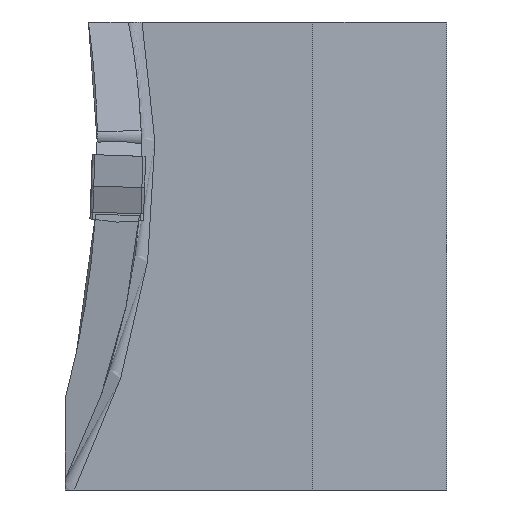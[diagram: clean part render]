
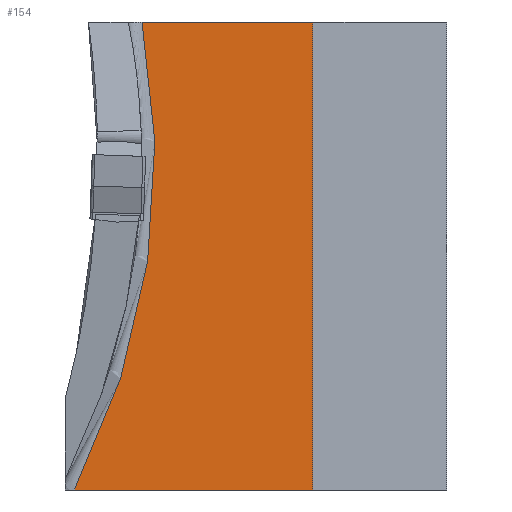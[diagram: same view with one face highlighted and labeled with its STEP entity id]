
A CAD part, left-side view. The second image highlights one B-rep face of the part: STEP entity #154.
In plain terms, the highlighted planar face has unit normal (-1, 0, 0).
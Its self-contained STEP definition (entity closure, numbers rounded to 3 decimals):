
#36=CIRCLE('',#1172,54.);
#154=ADVANCED_FACE('',(#253),#198,.F.);
#198=PLANE('',#1173);
#253=FACE_OUTER_BOUND('',#311,.T.);
#311=EDGE_LOOP('',(#578,#579,#580,#581));
#578=ORIENTED_EDGE('',*,*,#820,.T.);
#579=ORIENTED_EDGE('',*,*,#860,.T.);
#580=ORIENTED_EDGE('',*,*,#812,.T.);
#581=ORIENTED_EDGE('',*,*,#861,.T.);
#682=VERTEX_POINT('',#1684);
#683=VERTEX_POINT('',#1686);
#689=VERTEX_POINT('',#1701);
#690=VERTEX_POINT('',#1703);
#812=EDGE_CURVE('',#683,#682,#945,.T.);
#820=EDGE_CURVE('',#690,#689,#950,.T.);
#860=EDGE_CURVE('',#689,#683,#974,.T.);
#861=EDGE_CURVE('',#682,#690,#36,.T.);
#945=LINE('',#1685,#1058);
#950=LINE('',#1702,#1063);
#974=LINE('',#1848,#1087);
#1058=VECTOR('',#1367,1.);
#1063=VECTOR('',#1382,1.);
#1087=VECTOR('',#1448,1.);
#1172=AXIS2_PLACEMENT_3D('',#1849,#1449,#1450);
#1173=AXIS2_PLACEMENT_3D('',#1850,#1451,#1452);
#1367=DIRECTION('',(0.,1.,0.));
#1382=DIRECTION('',(0.,-1.,0.));
#1448=DIRECTION('',(0.,0.,1.));
#1449=DIRECTION('',(1.,0.,0.));
#1450=DIRECTION('',(0.,0.,-1.));
#1451=DIRECTION('',(1.,0.,0.));
#1452=DIRECTION('',(0.,0.,-1.));
#1684=CARTESIAN_POINT('',(23.,-2.228,10.));
#1685=CARTESIAN_POINT('',(23.,-25.,10.));
#1686=CARTESIAN_POINT('',(23.,-15.,10.));
#1701=CARTESIAN_POINT('',(23.,-15.,-25.));
#1702=CARTESIAN_POINT('',(23.,3.96,-25.));
#1703=CARTESIAN_POINT('',(23.,2.832,-25.));
#1848=CARTESIAN_POINT('',(23.,-15.,10.));
#1849=CARTESIAN_POINT('',(23.,50.8,-0.2));
#1850=CARTESIAN_POINT('',(23.,50.8,-0.2));
